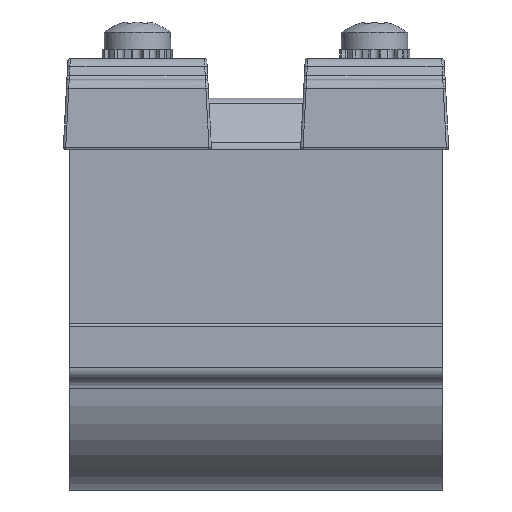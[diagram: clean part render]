
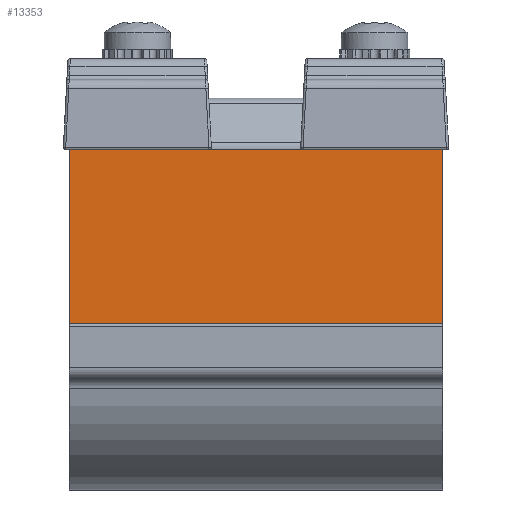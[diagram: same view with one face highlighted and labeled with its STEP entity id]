
A CAD part, left-side view. The second image highlights one B-rep face of the part: STEP entity #13353.
In plain terms, the highlighted planar face has unit normal (-1, 0, 0).
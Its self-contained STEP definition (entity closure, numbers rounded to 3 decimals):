
#4387=DIRECTION('',(0.,0.,-1.));
#4388=VECTOR('',#4387,15.185);
#4389=CARTESIAN_POINT('',(-12.,15.75,22.685));
#4390=LINE('',#4389,#4388);
#4622=DIRECTION('',(0.,1.,0.));
#4623=VECTOR('',#4622,31.5);
#4624=CARTESIAN_POINT('',(-12.,-15.75,22.685));
#4625=LINE('',#4624,#4623);
#4629=DIRECTION('',(0.,0.,-1.));
#4630=VECTOR('',#4629,15.185);
#4631=CARTESIAN_POINT('',(-12.,-15.75,22.685));
#4632=LINE('',#4631,#4630);
#4636=DIRECTION('',(0.,-1.,0.));
#4637=VECTOR('',#4636,31.5);
#4638=CARTESIAN_POINT('',(-12.,15.75,7.5));
#4639=LINE('',#4638,#4637);
#8780=CARTESIAN_POINT('',(-12.,-15.75,7.5));
#8781=VERTEX_POINT('',#8780);
#8782=CARTESIAN_POINT('',(-12.,-15.75,22.685));
#8783=VERTEX_POINT('',#8782);
#8822=CARTESIAN_POINT('',(-12.,15.75,22.685));
#8823=VERTEX_POINT('',#8822);
#8824=CARTESIAN_POINT('',(-12.,15.75,7.5));
#8825=VERTEX_POINT('',#8824);
#13341=CARTESIAN_POINT('',(-12.,-15.75,4.));
#13342=DIRECTION('',(-1.,0.,0.));
#13343=DIRECTION('',(0.,0.,1.));
#13344=AXIS2_PLACEMENT_3D('',#13341,#13342,#13343);
#13345=PLANE('',#13344);
#13346=ORIENTED_EDGE('',*,*,#13336,.F.);
#13347=ORIENTED_EDGE('',*,*,#13124,.T.);
#13349=ORIENTED_EDGE('',*,*,#13348,.F.);
#13350=ORIENTED_EDGE('',*,*,#13252,.F.);
#13351=EDGE_LOOP('',(#13346,#13347,#13349,#13350));
#13352=FACE_OUTER_BOUND('',#13351,.F.);
#13353=ADVANCED_FACE('',(#13352),#13345,.T.);
#13124=EDGE_CURVE('',#8783,#8781,#4632,.T.);
#13252=EDGE_CURVE('',#8823,#8825,#4390,.T.);
#13336=EDGE_CURVE('',#8783,#8823,#4625,.T.);
#13348=EDGE_CURVE('',#8825,#8781,#4639,.T.);
